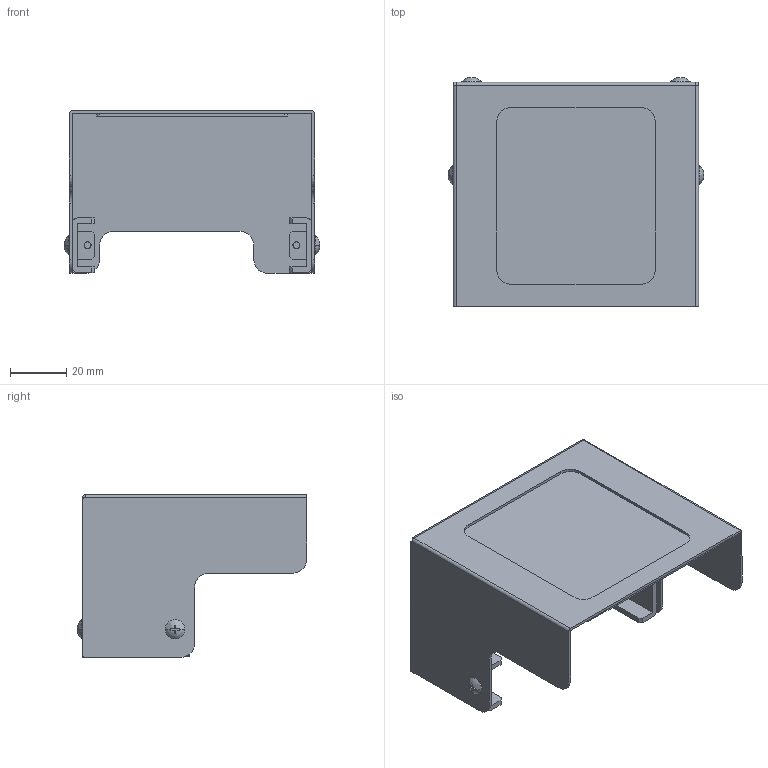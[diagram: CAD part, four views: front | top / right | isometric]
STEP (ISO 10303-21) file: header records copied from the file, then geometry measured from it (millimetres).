
FILE_DESCRIPTION (( 'STEP AP203' ), '1' );
FILE_NAME ('SUC-884-STP.STEP', '2023-04-12T07:17:54', ( '' ), ( '' ), 'SwSTEP 2.0', 'SolidWorks 2011', '' );
FILE_SCHEMA (( 'CONFIG_CONTROL_DESIGN' ));
Length unit declared in the file: millimetre
Products named in the file (1): SUC-884-STP
Bounding box: 91.26 x 81.88 x 58 mm (x, y, z)
Surface area: 43714.1 mm2 (no closed solid volume)
Topology: 0 solids, 12 shells, 174 faces, 519 edges, 358 vertices
Faces by surface type: plane 125, cylinder 37, bspline 8, cone 4
Entity records: 6105 total; most frequent: CARTESIAN_POINT 1388, ORIENTED_EDGE 954, DIRECTION 929, EDGE_CURVE 519, VERTEX_POINT 358, LINE 331, VECTOR 331, AXIS2_PLACEMENT_3D 299
